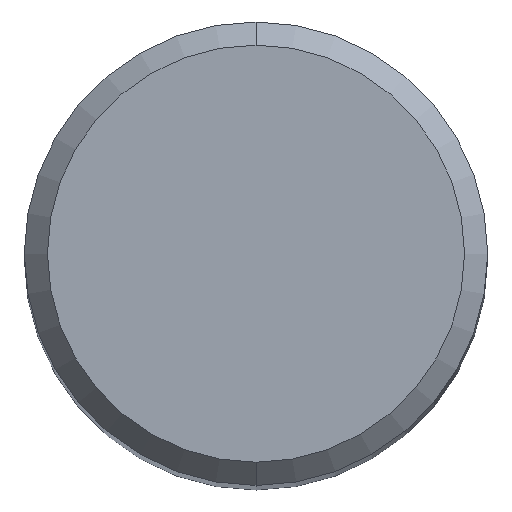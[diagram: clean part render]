
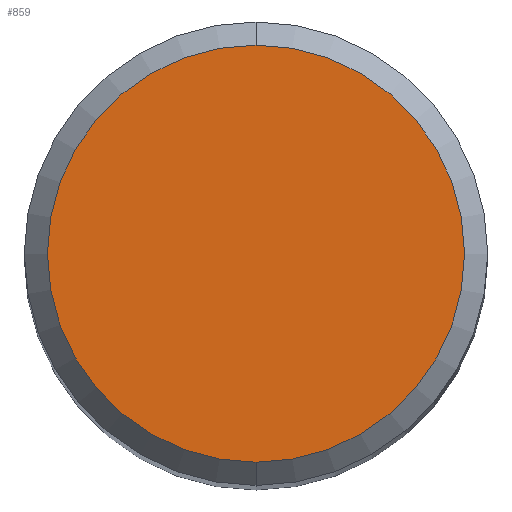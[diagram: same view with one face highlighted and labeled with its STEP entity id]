
A CAD part, top view. The second image highlights one B-rep face of the part: STEP entity #859.
In plain terms, the highlighted planar face has unit normal (0, 0, 1).
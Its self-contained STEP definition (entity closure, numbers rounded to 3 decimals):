
#763=EDGE_CURVE('',#791,#787,#1402,.T.);
#787=VERTEX_POINT('',#1428);
#791=VERTEX_POINT('',#1433);
#843=EDGE_CURVE('',#787,#791,#1486,.T.);
#859=ADVANCED_FACE('',(#1502),#1503,.T.);
#1402=CIRCLE('',#6978,4.5);
#1428=CARTESIAN_POINT('',(0.0,4.5,0.0));
#1433=CARTESIAN_POINT('',(0.,-4.5,0.0));
#1486=CIRCLE('',#7551,4.5);
#1502=FACE_OUTER_BOUND('',#7578,.T.);
#1503=PLANE('',#7579);
#6978=AXIS2_PLACEMENT_3D('',#8261,#8262,#8263);
#7551=AXIS2_PLACEMENT_3D('',#8326,#8327,#8328);
#7578=EDGE_LOOP('',(#8341,#8342));
#7579=AXIS2_PLACEMENT_3D('',#8343,#8344,#8345);
#8261=CARTESIAN_POINT('',(0.0,0.0,0.0));
#8262=DIRECTION('',(0.0,0.0,-1.0));
#8263=DIRECTION('',(0.0,1.0,0.0));
#8326=CARTESIAN_POINT('',(0.0,0.0,0.0));
#8327=DIRECTION('',(0.0,0.0,-1.0));
#8328=DIRECTION('',(0.0,1.0,0.0));
#8341=ORIENTED_EDGE('',*,*,#843,.F.);
#8342=ORIENTED_EDGE('',*,*,#763,.F.);
#8343=CARTESIAN_POINT('',(0.0,2.25,0.0));
#8344=DIRECTION('',(-0.0,0.0,1.0));
#8345=DIRECTION('',(0.0,-1.0,0.0));
